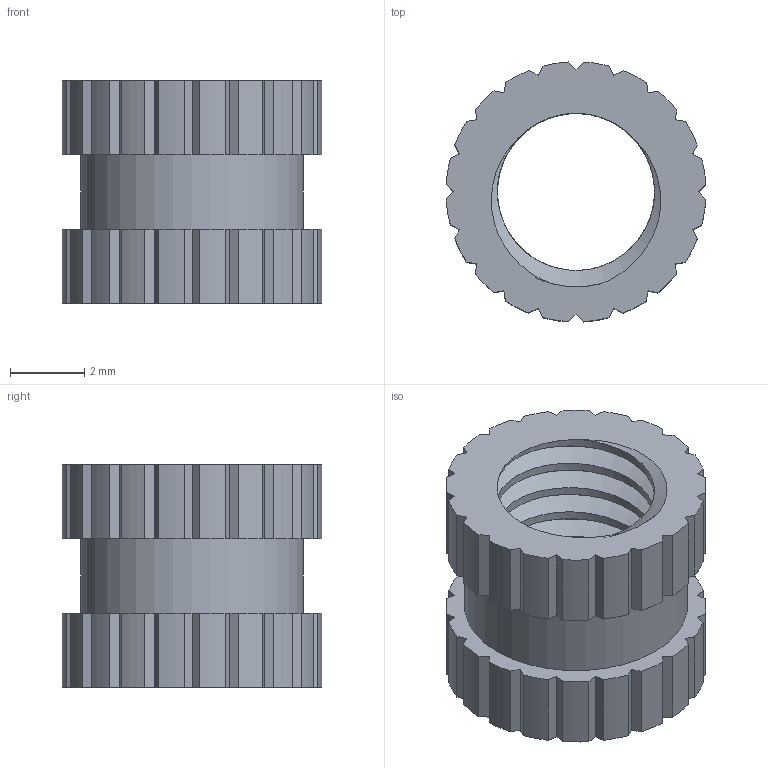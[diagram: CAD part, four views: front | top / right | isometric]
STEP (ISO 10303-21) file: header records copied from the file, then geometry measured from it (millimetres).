
FILE_DESCRIPTION(/* description */ (''),/* implementation_level */ '2;1');
FILE_NAME(/* name */ 'M5x6x7 v3.step',/* time_stamp */ '2022-07-01T15:20:06-07:00',/* author */ (''),/* organization */ (''),/* preprocessor_version */ 'ST-DEVELOPER v19',/* originating_system */ 'Autodesk Translation Framework v11.7.0.108',/* authorisation */ '');
FILE_SCHEMA (('AUTOMOTIVE_DESIGN { 1 0 10303 214 3 1 1 }'));
Length unit declared in the file: millimetre
Products named in the file (1): M5x6x7
Bounding box: 6.99 x 6.99 x 6 mm (x, y, z)
Volume: 107.5 mm3; surface area: 342.5 mm2
Topology: 1 solids, 1 shells, 144 faces, 420 edges, 280 vertices
Faces by surface type: plane 84, cylinder 58, bspline 2
Full cylindrical faces by diameter (mm): 4.234 x4, 5.12 x3, 6 x1
Entity records: 5954 total; most frequent: CARTESIAN_POINT 2087, ORIENTED_EDGE 840, DIRECTION 754, EDGE_CURVE 420, LINE 296, VECTOR 296, VERTEX_POINT 280, AXIS2_PLACEMENT_3D 229
